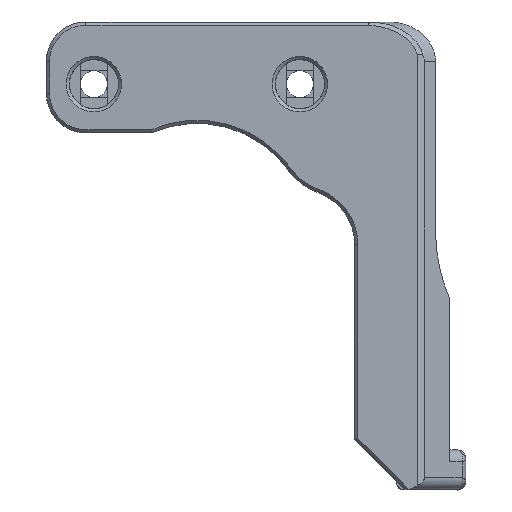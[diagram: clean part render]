
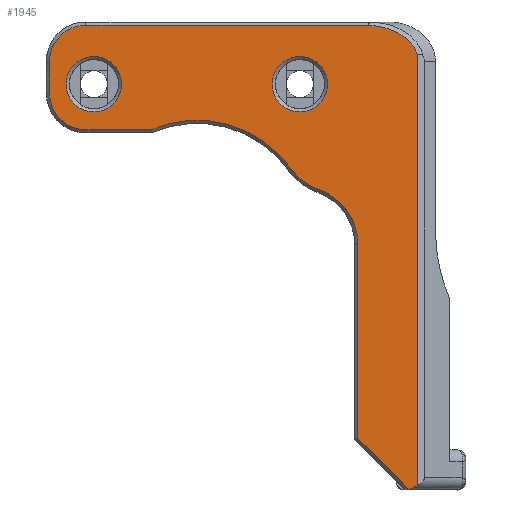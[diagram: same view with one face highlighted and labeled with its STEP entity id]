
A CAD part, top view. The second image highlights one B-rep face of the part: STEP entity #1945.
In plain terms, the highlighted planar face has unit normal (0, 0, 1).
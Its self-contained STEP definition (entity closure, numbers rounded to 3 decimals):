
#22=FACE_BOUND('',#226,.T.);
#23=FACE_BOUND('',#227,.T.);
#34=PLANE('',#2080);
#114=FACE_OUTER_BOUND('',#225,.T.);
#225=EDGE_LOOP('',(#1354,#1355,#1356,#1357,#1358,#1359,#1360,#1361,#1362,
#1363,#1364,#1365,#1366));
#226=EDGE_LOOP('',(#1367));
#227=EDGE_LOOP('',(#1368));
#343=ELLIPSE('',#2084,2.121,1.5);
#367=B_SPLINE_CURVE_WITH_KNOTS('',3,(#2970,#2971,#2972,#2973,#2974),
 .UNSPECIFIED.,.F.,.F.,(4,1,4),(4.758,5.336,6.075),
 .UNSPECIFIED.);
#369=B_SPLINE_CURVE_WITH_KNOTS('',3,(#3024,#3025,#3026,#3027,#3028),
 .UNSPECIFIED.,.F.,.F.,(4,1,4),(-0.785,0.112,0.785),
 .UNSPECIFIED.);
#370=B_SPLINE_CURVE_WITH_KNOTS('',3,(#3032,#3033,#3034,#3035,#3036),
 .UNSPECIFIED.,.F.,.F.,(4,1,4),(5.498,6.171,7.069),
 .UNSPECIFIED.);
#405=LINE('',#2982,#572);
#418=LINE('',#3020,#585);
#419=LINE('',#3030,#586);
#420=LINE('',#3038,#587);
#421=LINE('',#3046,#588);
#422=LINE('',#3048,#589);
#572=VECTOR('',#2282,10.);
#585=VECTOR('',#2311,10.);
#586=VECTOR('',#2316,10.);
#587=VECTOR('',#2317,10.);
#588=VECTOR('',#2324,10.);
#589=VECTOR('',#2325,10.);
#735=CIRCLE('',#2081,14.6);
#736=CIRCLE('',#2082,7.6);
#737=CIRCLE('',#2083,7.4);
#738=CIRCLE('',#2085,3.5);
#739=CIRCLE('',#2086,3.5);
#819=VERTEX_POINT('',#2908);
#822=VERTEX_POINT('',#2935);
#825=VERTEX_POINT('',#2980);
#838=VERTEX_POINT('',#3019);
#839=VERTEX_POINT('',#3023);
#840=VERTEX_POINT('',#3029);
#841=VERTEX_POINT('',#3031);
#842=VERTEX_POINT('',#3037);
#843=VERTEX_POINT('',#3039);
#844=VERTEX_POINT('',#3041);
#845=VERTEX_POINT('',#3043);
#846=VERTEX_POINT('',#3045);
#847=VERTEX_POINT('',#3047);
#848=VERTEX_POINT('',#3050);
#849=VERTEX_POINT('',#3052);
#1014=EDGE_CURVE('',#822,#819,#367,.T.);
#1018=EDGE_CURVE('',#825,#822,#405,.T.);
#1035=EDGE_CURVE('',#819,#838,#418,.T.);
#1037=EDGE_CURVE('',#839,#825,#369,.T.);
#1038=EDGE_CURVE('',#840,#839,#419,.T.);
#1039=EDGE_CURVE('',#841,#840,#370,.T.);
#1040=EDGE_CURVE('',#842,#841,#420,.T.);
#1041=EDGE_CURVE('',#843,#842,#735,.T.);
#1042=EDGE_CURVE('',#844,#843,#736,.T.);
#1043=EDGE_CURVE('',#845,#844,#737,.T.);
#1044=EDGE_CURVE('',#846,#845,#421,.T.);
#1045=EDGE_CURVE('',#847,#846,#422,.T.);
#1046=EDGE_CURVE('',#838,#847,#343,.T.);
#1047=EDGE_CURVE('',#848,#848,#738,.T.);
#1048=EDGE_CURVE('',#849,#849,#739,.T.);
#1354=ORIENTED_EDGE('',*,*,#1014,.F.);
#1355=ORIENTED_EDGE('',*,*,#1018,.F.);
#1356=ORIENTED_EDGE('',*,*,#1037,.F.);
#1357=ORIENTED_EDGE('',*,*,#1038,.F.);
#1358=ORIENTED_EDGE('',*,*,#1039,.F.);
#1359=ORIENTED_EDGE('',*,*,#1040,.F.);
#1360=ORIENTED_EDGE('',*,*,#1041,.F.);
#1361=ORIENTED_EDGE('',*,*,#1042,.F.);
#1362=ORIENTED_EDGE('',*,*,#1043,.F.);
#1363=ORIENTED_EDGE('',*,*,#1044,.F.);
#1364=ORIENTED_EDGE('',*,*,#1045,.F.);
#1365=ORIENTED_EDGE('',*,*,#1046,.F.);
#1366=ORIENTED_EDGE('',*,*,#1035,.F.);
#1367=ORIENTED_EDGE('',*,*,#1047,.F.);
#1368=ORIENTED_EDGE('',*,*,#1048,.F.);
#1945=ADVANCED_FACE('',(#114,#22,#23),#34,.T.);
#2080=AXIS2_PLACEMENT_3D('',#3022,#2314,#2315);
#2081=AXIS2_PLACEMENT_3D('',#3040,#2318,#2319);
#2082=AXIS2_PLACEMENT_3D('',#3042,#2320,#2321);
#2083=AXIS2_PLACEMENT_3D('',#3044,#2322,#2323);
#2084=AXIS2_PLACEMENT_3D('',#3049,#2326,#2327);
#2085=AXIS2_PLACEMENT_3D('',#3051,#2328,#2329);
#2086=AXIS2_PLACEMENT_3D('',#3053,#2330,#2331);
#2282=DIRECTION('',(1.,0.,0.));
#2311=DIRECTION('',(0.,-1.,0.));
#2314=DIRECTION('center_axis',(0.,0.,
1.));
#2315=DIRECTION('ref_axis',(0.,-1.,0.));
#2316=DIRECTION('',(0.,1.,0.));
#2317=DIRECTION('',(-1.,0.,0.));
#2318=DIRECTION('center_axis',(0.,0.,1.));
#2319=DIRECTION('ref_axis',(0.,1.,0.));
#2320=DIRECTION('center_axis',(0.,0.,
-1.));
#2321=DIRECTION('ref_axis',(-0.455,-0.89,0.));
#2322=DIRECTION('center_axis',(0.,0.,1.));
#2323=DIRECTION('ref_axis',(0.818,0.575,0.));
#2324=DIRECTION('',(0.,1.,0.));
#2325=DIRECTION('',(-0.707,0.707,0.));
#2326=DIRECTION('center_axis',(0.,0.,
-1.));
#2327=DIRECTION('ref_axis',(1.,0.,0.));
#2328=DIRECTION('center_axis',(0.,0.,1.));
#2329=DIRECTION('ref_axis',(0.,-1.,0.));
#2330=DIRECTION('center_axis',(0.,0.,1.));
#2331=DIRECTION('ref_axis',(0.,1.,0.));
#2908=CARTESIAN_POINT('',(27.022,-45.197,37.45));
#2935=CARTESIAN_POINT('',(20.792,-41.516,37.45));
#2970=CARTESIAN_POINT('Ctrl Pts',(20.792,-41.516,37.45));
#2971=CARTESIAN_POINT('Ctrl Pts',(22.098,-41.558,37.45));
#2972=CARTESIAN_POINT('Ctrl Pts',(25.041,-42.286,37.45));
#2973=CARTESIAN_POINT('Ctrl Pts',(26.697,-44.117,37.45));
#2974=CARTESIAN_POINT('Ctrl Pts',(27.022,-45.197,37.45));
#2980=CARTESIAN_POINT('',(-14.767,-41.516,37.45));
#2982=CARTESIAN_POINT('',(8.688,-41.516,37.45));
#3019=CARTESIAN_POINT('',(27.022,-99.604,37.45));
#3020=CARTESIAN_POINT('',(27.022,-63.628,37.45));
#3022=CARTESIAN_POINT('Origin',(9.723,-69.711,37.45));
#3023=CARTESIAN_POINT('',(-19.367,-46.116,37.45));
#3024=CARTESIAN_POINT('Ctrl Pts',(-19.367,-46.116,37.45));
#3025=CARTESIAN_POINT('Ctrl Pts',(-19.367,-44.739,37.45));
#3026=CARTESIAN_POINT('Ctrl Pts',(-18.212,-42.357,37.45));
#3027=CARTESIAN_POINT('Ctrl Pts',(-15.8,-41.516,37.45));
#3028=CARTESIAN_POINT('Ctrl Pts',(-14.767,-41.516,37.45));
#3029=CARTESIAN_POINT('',(-19.367,-50.116,37.45));
#3030=CARTESIAN_POINT('',(-19.367,-58.625,37.45));
#3031=CARTESIAN_POINT('',(-14.767,-54.716,37.45));
#3032=CARTESIAN_POINT('Ctrl Pts',(-14.767,-54.716,37.45));
#3033=CARTESIAN_POINT('Ctrl Pts',(-15.8,-54.716,37.45));
#3034=CARTESIAN_POINT('Ctrl Pts',(-18.212,-53.875,37.45));
#3035=CARTESIAN_POINT('Ctrl Pts',(-19.367,-51.492,37.45));
#3036=CARTESIAN_POINT('Ctrl Pts',(-19.367,-50.116,37.45));
#3037=CARTESIAN_POINT('',(-6.573,-54.716,37.45));
#3038=CARTESIAN_POINT('',(17.688,-54.716,37.45));
#3039=CARTESIAN_POINT('',(11.069,-59.565,37.45));
#3040=CARTESIAN_POINT('Origin',(-0.767,-68.112,37.45));
#3041=CARTESIAN_POINT('',(14.658,-62.267,37.45));
#3042=CARTESIAN_POINT('Origin',(17.231,-55.116,37.45));
#3043=CARTESIAN_POINT('',(19.553,-69.23,37.45));
#3044=CARTESIAN_POINT('Origin',(12.153,-69.23,37.45));
#3045=CARTESIAN_POINT('',(19.553,-93.65,37.45));
#3046=CARTESIAN_POINT('',(19.553,-82.913,37.45));
#3047=CARTESIAN_POINT('',(25.966,-100.063,37.45));
#3048=CARTESIAN_POINT('',(13.052,-87.149,37.45));
#3049=CARTESIAN_POINT('Origin',(25.432,-98.612,37.45));
#3050=CARTESIAN_POINT('',(-13.767,-45.462,37.45));
#3051=CARTESIAN_POINT('Origin',(-13.767,-48.962,37.45));
#3052=CARTESIAN_POINT('',(12.233,-52.462,37.45));
#3053=CARTESIAN_POINT('Origin',(12.233,-48.962,37.45));
